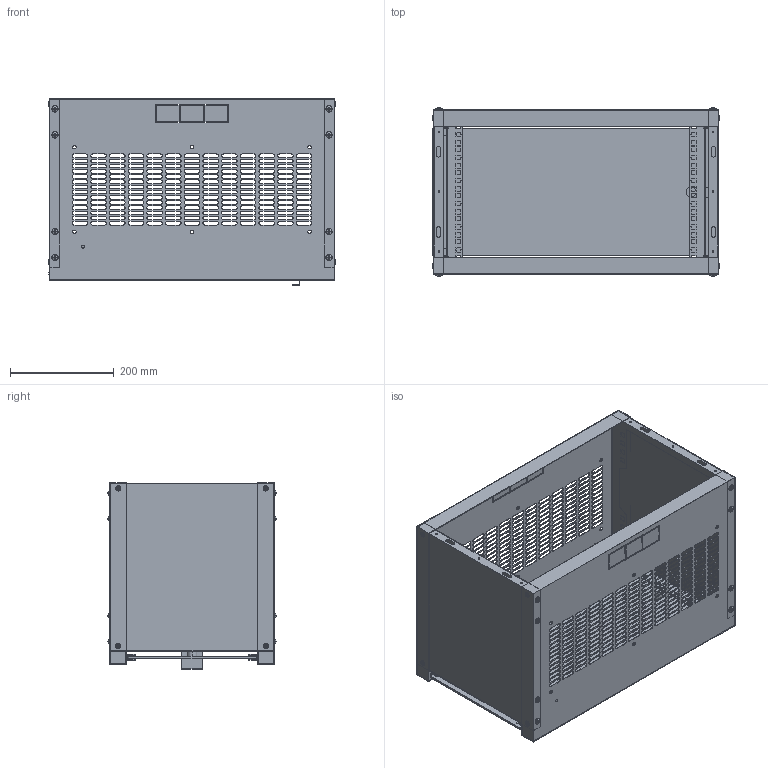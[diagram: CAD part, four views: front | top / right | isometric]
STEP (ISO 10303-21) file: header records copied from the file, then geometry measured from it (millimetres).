
FILE_DESCRIPTION (( 'STEP AP214' ), '1' );
FILE_NAME ('ITK_LINEA_WE_550x350x6U_Stekl.STEP', '2018-11-28T06:53:12', ( '' ), ( '' ), 'SwSTEP 2.0', 'SolidWorks 2014', '' );
FILE_SCHEMA (( 'AUTOMOTIVE_DESIGN' ));
Length unit declared in the file: millimetre
Products named in the file (13): Vint_rezb_Œ4å6; Ruchka; Dver_stekl; Vint_01; Osnovanie_550x350; Steklo_-00; Bokovina_550x350; ITK_LINEA_WE_550x350x6U_Stekl; Petlya_stekl_00; Bokovina_6U; Ugolok_6U; Vint_petli; Gayka
Assembly tree (46 placements, depth 3):
  ITK_LINEA_WE_550x350x6U_Stekl
    Osnovanie_550x350  x2
    Bokovina_550x350  x2
      Bokovina_6U
      Gayka
    Ugolok_6U  x2
    Vint_01  x20
    Vint_rezb_Œ4å6  x8
    Dver_stekl
      Steklo_-00
      Ruchka
      Petlya_stekl_00  x2
      Vint_petli  x4
Bounding box: 554.79 x 323.86 x 359.5 mm (x, y, z)
Volume: 1340568.3 mm3; surface area: 1879198.8 mm2
Topology: 46 solids, 46 shells, 4225 faces, 11826 edges, 7726 vertices
Faces by surface type: plane 2709, cylinder 1338, bspline 96, sphere 56, torus 16, cone 10
Entity records: 55906 total; most frequent: CARTESIAN_POINT 9989, ORIENTED_EDGE 9372, DIRECTION 9200, EDGE_CURVE 4686, VECTOR 3446, LINE 3446, VERTEX_POINT 3082, AXIS2_PLACEMENT_3D 2877
